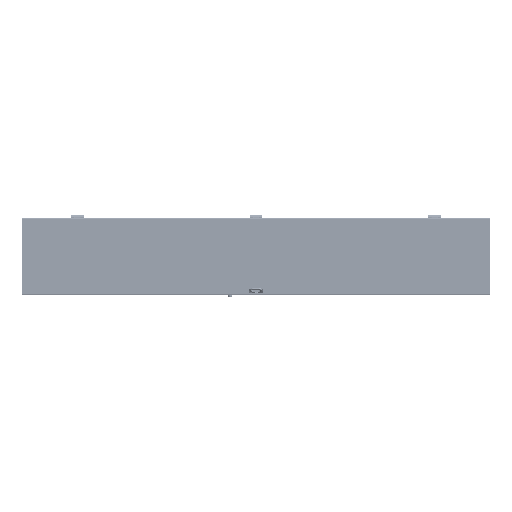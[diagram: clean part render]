
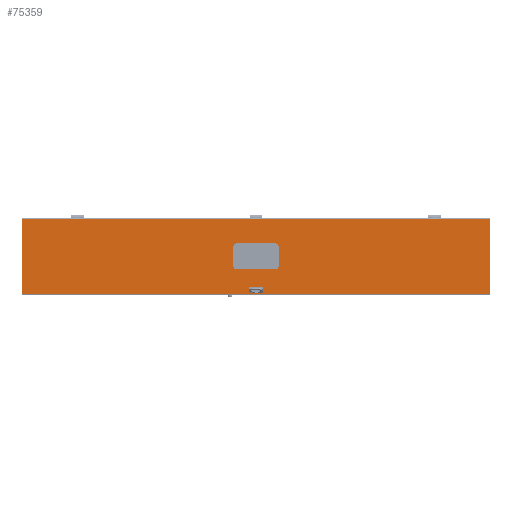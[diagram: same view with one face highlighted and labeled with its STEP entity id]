
A CAD part, top view. The second image highlights one B-rep face of the part: STEP entity #75359.
In plain terms, the highlighted planar face has unit normal (0, 0, 1).
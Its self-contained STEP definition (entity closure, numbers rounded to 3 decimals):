
#3644=FACE_BOUND('',#15628,.T.);
#3645=FACE_BOUND('',#15629,.T.);
#3646=FACE_BOUND('',#15630,.T.);
#11044=FACE_OUTER_BOUND('',#15627,.T.);
#15627=EDGE_LOOP('',(#66008,#66009,#66010,#66011));
#15628=EDGE_LOOP('',(#66012,#66013,#66014,#66015,#66016,#66017));
#15629=EDGE_LOOP('',(#66018,#66019,#66020,#66021,#66022,#66023));
#15630=EDGE_LOOP('',(#66024,#66025,#66026,#66027,#66028,#66029,#66030,#66031));
#21769=LINE('',#153296,#28382);
#21773=LINE('',#153303,#28386);
#21776=LINE('',#153309,#28389);
#21779=LINE('',#153315,#28392);
#21782=LINE('',#153321,#28395);
#21784=LINE('',#153324,#28397);
#21787=LINE('',#153332,#28400);
#21791=LINE('',#153339,#28404);
#21794=LINE('',#153345,#28407);
#21797=LINE('',#153351,#28410);
#21800=LINE('',#153357,#28413);
#21802=LINE('',#153360,#28415);
#21805=LINE('',#153368,#28418);
#21809=LINE('',#153375,#28422);
#21812=LINE('',#153381,#28425);
#21815=LINE('',#153387,#28428);
#21818=LINE('',#153393,#28431);
#21821=LINE('',#153399,#28434);
#21824=LINE('',#153405,#28437);
#21826=LINE('',#153408,#28439);
#21878=LINE('',#153568,#28491);
#21899=LINE('',#153631,#28512);
#21900=LINE('',#153636,#28513);
#21904=LINE('',#153643,#28517);
#28382=VECTOR('',#98960,0.394);
#28386=VECTOR('',#98966,0.394);
#28389=VECTOR('',#98971,0.394);
#28392=VECTOR('',#98976,0.394);
#28395=VECTOR('',#98981,0.394);
#28397=VECTOR('',#98985,0.394);
#28400=VECTOR('',#98990,0.394);
#28404=VECTOR('',#98996,0.394);
#28407=VECTOR('',#99001,0.394);
#28410=VECTOR('',#99006,0.394);
#28413=VECTOR('',#99011,0.394);
#28415=VECTOR('',#99015,0.394);
#28418=VECTOR('',#99020,0.394);
#28422=VECTOR('',#99026,0.394);
#28425=VECTOR('',#99031,0.394);
#28428=VECTOR('',#99036,0.394);
#28431=VECTOR('',#99041,0.394);
#28434=VECTOR('',#99046,0.394);
#28437=VECTOR('',#99051,0.394);
#28439=VECTOR('',#99055,0.394);
#28491=VECTOR('',#99213,0.394);
#28512=VECTOR('',#99268,0.394);
#28513=VECTOR('',#99277,0.394);
#28517=VECTOR('',#99287,0.394);
#35313=VERTEX_POINT('',#153293);
#35314=VERTEX_POINT('',#153295);
#35316=VERTEX_POINT('',#153301);
#35318=VERTEX_POINT('',#153307);
#35320=VERTEX_POINT('',#153313);
#35322=VERTEX_POINT('',#153319);
#35325=VERTEX_POINT('',#153329);
#35326=VERTEX_POINT('',#153331);
#35328=VERTEX_POINT('',#153337);
#35330=VERTEX_POINT('',#153343);
#35332=VERTEX_POINT('',#153349);
#35334=VERTEX_POINT('',#153355);
#35337=VERTEX_POINT('',#153365);
#35338=VERTEX_POINT('',#153367);
#35340=VERTEX_POINT('',#153373);
#35342=VERTEX_POINT('',#153379);
#35344=VERTEX_POINT('',#153385);
#35346=VERTEX_POINT('',#153391);
#35348=VERTEX_POINT('',#153397);
#35350=VERTEX_POINT('',#153403);
#35404=VERTEX_POINT('',#153565);
#35405=VERTEX_POINT('',#153567);
#35429=VERTEX_POINT('',#153628);
#35430=VERTEX_POINT('',#153630);
#45633=EDGE_CURVE('',#35314,#35313,#21769,.T.);
#45637=EDGE_CURVE('',#35313,#35316,#21773,.T.);
#45640=EDGE_CURVE('',#35316,#35318,#21776,.T.);
#45643=EDGE_CURVE('',#35318,#35320,#21779,.T.);
#45646=EDGE_CURVE('',#35320,#35322,#21782,.T.);
#45648=EDGE_CURVE('',#35322,#35314,#21784,.T.);
#45651=EDGE_CURVE('',#35326,#35325,#21787,.T.);
#45655=EDGE_CURVE('',#35325,#35328,#21791,.T.);
#45658=EDGE_CURVE('',#35328,#35330,#21794,.T.);
#45661=EDGE_CURVE('',#35330,#35332,#21797,.T.);
#45664=EDGE_CURVE('',#35332,#35334,#21800,.T.);
#45666=EDGE_CURVE('',#35334,#35326,#21802,.T.);
#45669=EDGE_CURVE('',#35338,#35337,#21805,.T.);
#45673=EDGE_CURVE('',#35337,#35340,#21809,.T.);
#45676=EDGE_CURVE('',#35340,#35342,#21812,.T.);
#45679=EDGE_CURVE('',#35342,#35344,#21815,.T.);
#45682=EDGE_CURVE('',#35344,#35346,#21818,.T.);
#45685=EDGE_CURVE('',#35346,#35348,#21821,.T.);
#45688=EDGE_CURVE('',#35348,#35350,#21824,.T.);
#45690=EDGE_CURVE('',#35350,#35338,#21826,.T.);
#45769=EDGE_CURVE('',#35404,#35405,#21878,.T.);
#45801=EDGE_CURVE('',#35429,#35430,#21899,.T.);
#45804=EDGE_CURVE('',#35404,#35430,#21900,.T.);
#45808=EDGE_CURVE('',#35429,#35405,#21904,.T.);
#66008=ORIENTED_EDGE('',*,*,#45804,.T.);
#66009=ORIENTED_EDGE('',*,*,#45801,.F.);
#66010=ORIENTED_EDGE('',*,*,#45808,.T.);
#66011=ORIENTED_EDGE('',*,*,#45769,.F.);
#66012=ORIENTED_EDGE('',*,*,#45633,.T.);
#66013=ORIENTED_EDGE('',*,*,#45637,.T.);
#66014=ORIENTED_EDGE('',*,*,#45640,.T.);
#66015=ORIENTED_EDGE('',*,*,#45643,.T.);
#66016=ORIENTED_EDGE('',*,*,#45646,.T.);
#66017=ORIENTED_EDGE('',*,*,#45648,.T.);
#66018=ORIENTED_EDGE('',*,*,#45651,.T.);
#66019=ORIENTED_EDGE('',*,*,#45655,.T.);
#66020=ORIENTED_EDGE('',*,*,#45658,.T.);
#66021=ORIENTED_EDGE('',*,*,#45661,.T.);
#66022=ORIENTED_EDGE('',*,*,#45664,.T.);
#66023=ORIENTED_EDGE('',*,*,#45666,.T.);
#66024=ORIENTED_EDGE('',*,*,#45669,.T.);
#66025=ORIENTED_EDGE('',*,*,#45673,.T.);
#66026=ORIENTED_EDGE('',*,*,#45676,.T.);
#66027=ORIENTED_EDGE('',*,*,#45679,.T.);
#66028=ORIENTED_EDGE('',*,*,#45682,.T.);
#66029=ORIENTED_EDGE('',*,*,#45685,.T.);
#66030=ORIENTED_EDGE('',*,*,#45688,.T.);
#66031=ORIENTED_EDGE('',*,*,#45690,.T.);
#71540=PLANE('',#81893);
#75359=ADVANCED_FACE('',(#11044,#3644,#3645,#3646),#71540,.T.);
#81893=AXIS2_PLACEMENT_3D('',#153646,#99291,#99292);
#98960=DIRECTION('',(0.,-1.,0.));
#98966=DIRECTION('',(-1.,0.,0.));
#98971=DIRECTION('',(0.,1.,0.));
#98976=DIRECTION('',(-1.,0.,0.));
#98981=DIRECTION('',(0.,1.,0.));
#98985=DIRECTION('',(1.,0.,0.));
#98990=DIRECTION('',(1.,0.,0.));
#98996=DIRECTION('',(0.,-1.,0.));
#99001=DIRECTION('',(-1.,0.,0.));
#99006=DIRECTION('',(0.,1.,0.));
#99011=DIRECTION('',(1.,0.,0.));
#99015=DIRECTION('',(0.,-1.,0.));
#99020=DIRECTION('',(0.,-1.,0.));
#99026=DIRECTION('',(-1.,0.,0.));
#99031=DIRECTION('',(0.,-1.,0.));
#99036=DIRECTION('',(-1.,0.,0.));
#99041=DIRECTION('',(0.,1.,0.));
#99046=DIRECTION('',(-1.,0.,0.));
#99051=DIRECTION('',(0.,1.,0.));
#99055=DIRECTION('',(1.,0.,0.));
#99213=DIRECTION('',(0.,1.,0.));
#99268=DIRECTION('',(0.,-1.,0.));
#99277=DIRECTION('',(1.,0.,0.));
#99287=DIRECTION('',(-1.,0.,0.));
#99291=DIRECTION('center_axis',(0.,0.,1.));
#99292=DIRECTION('ref_axis',(1.,0.,0.));
#153293=CARTESIAN_POINT('',(1.75,0.75,0.055));
#153295=CARTESIAN_POINT('',(1.75,1.,0.055));
#153296=CARTESIAN_POINT('',(1.75,0.375,0.055));
#153301=CARTESIAN_POINT('',(1.75,0.75,0.055));
#153303=CARTESIAN_POINT('',(0.875,0.75,0.055));
#153307=CARTESIAN_POINT('',(1.75,1.,0.055));
#153309=CARTESIAN_POINT('',(1.75,0.5,0.055));
#153313=CARTESIAN_POINT('',(1.5,1.,0.055));
#153315=CARTESIAN_POINT('',(0.75,1.,0.055));
#153319=CARTESIAN_POINT('',(1.5,1.,0.055));
#153321=CARTESIAN_POINT('',(1.5,0.5,0.055));
#153324=CARTESIAN_POINT('',(0.875,1.,0.055));
#153329=CARTESIAN_POINT('',(-1.5,-1.,0.055));
#153331=CARTESIAN_POINT('',(-1.75,-1.,0.055));
#153332=CARTESIAN_POINT('',(-0.75,-1.,0.055));
#153337=CARTESIAN_POINT('',(-1.5,-1.,0.055));
#153339=CARTESIAN_POINT('',(-1.5,-0.5,0.055));
#153343=CARTESIAN_POINT('',(-1.75,-1.,0.055));
#153345=CARTESIAN_POINT('',(-0.875,-1.,0.055));
#153349=CARTESIAN_POINT('',(-1.75,-0.75,0.055));
#153351=CARTESIAN_POINT('',(-1.75,-0.375,0.055));
#153355=CARTESIAN_POINT('',(-1.75,-0.75,0.055));
#153357=CARTESIAN_POINT('',(-0.875,-0.75,0.055));
#153360=CARTESIAN_POINT('',(-1.75,-0.5,0.055));
#153365=CARTESIAN_POINT('',(0.563,-2.665,0.055));
#153367=CARTESIAN_POINT('',(0.563,-2.345,0.055));
#153368=CARTESIAN_POINT('',(0.563,-1.333,0.055));
#153373=CARTESIAN_POINT('',(0.12,-2.665,0.055));
#153375=CARTESIAN_POINT('',(0.06,-2.665,0.055));
#153379=CARTESIAN_POINT('',(0.12,-2.845,0.055));
#153381=CARTESIAN_POINT('',(0.12,-1.423,0.055));
#153385=CARTESIAN_POINT('',(-0.12,-2.845,0.055));
#153387=CARTESIAN_POINT('',(-0.06,-2.845,0.055));
#153391=CARTESIAN_POINT('',(-0.12,-2.665,0.055));
#153393=CARTESIAN_POINT('',(-0.12,-1.333,0.055));
#153397=CARTESIAN_POINT('',(-0.563,-2.665,0.055));
#153399=CARTESIAN_POINT('',(-0.281,-2.665,0.055));
#153403=CARTESIAN_POINT('',(-0.563,-2.345,0.055));
#153405=CARTESIAN_POINT('',(-0.563,-1.173,0.055));
#153408=CARTESIAN_POINT('',(0.281,-2.345,0.055));
#153565=CARTESIAN_POINT('',(-18.,-2.899,0.055));
#153567=CARTESIAN_POINT('',(-18.,2.899,0.055));
#153568=CARTESIAN_POINT('',(-18.,2.985,0.055));
#153628=CARTESIAN_POINT('',(18.,2.899,0.055));
#153630=CARTESIAN_POINT('',(18.,-2.899,0.055));
#153631=CARTESIAN_POINT('',(18.,-2.985,0.055));
#153636=CARTESIAN_POINT('',(9.,-2.899,0.055));
#153643=CARTESIAN_POINT('',(-9.,2.899,0.055));
#153646=CARTESIAN_POINT('Origin',(0.,0.,0.055));
